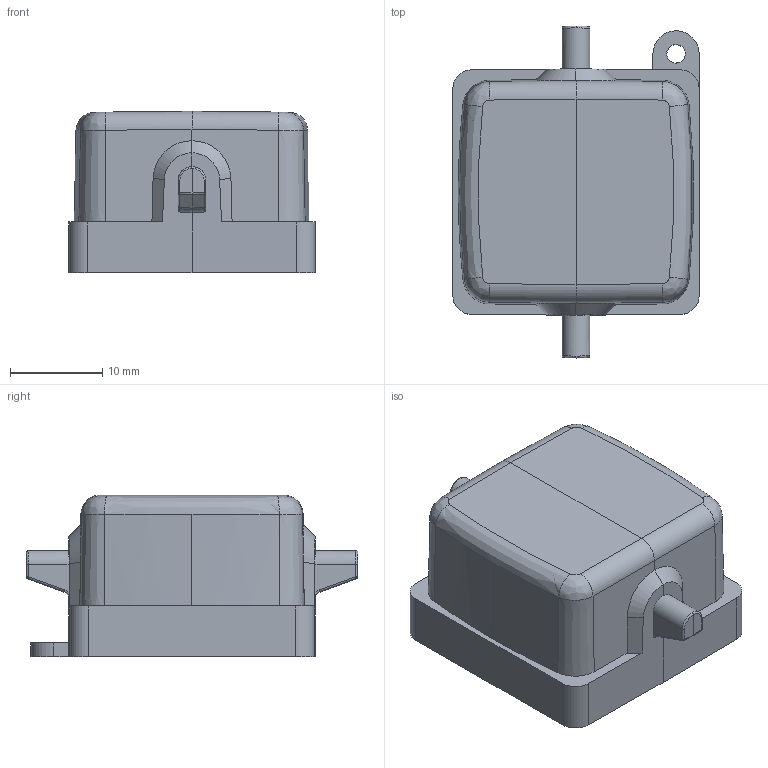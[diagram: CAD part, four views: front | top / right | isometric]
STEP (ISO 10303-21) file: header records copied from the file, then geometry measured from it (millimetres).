
FILE_DESCRIPTION (( 'STEP AP214' ), '1' );
FILE_NAME ('H80030A0006H50.STEP', '2016-07-12T13:16:59', ( '' ), ( '' ), 'SwSTEP 2.0', 'SolidWorks 2015', '' );
FILE_SCHEMA (( 'AUTOMOTIVE_DESIGN' ));
Length unit declared in the file: millimetre
Products named in the file (1): H80030A0006H50
Bounding box: 26.7 x 36 x 17.5 mm (x, y, z)
Volume: 3990.6 mm3; surface area: 5051.4 mm2
Topology: 2 solids, 2 shells, 136 faces, 338 edges, 208 vertices
Faces by surface type: plane 53, cylinder 39, bspline 26, cone 18
Entity records: 6996 total; most frequent: CARTESIAN_POINT 2453, ORIENTED_EDGE 676, DIRECTION 542, EDGE_CURVE 338, VERTEX_POINT 208, LINE 182, VECTOR 182, AXIS2_PLACEMENT_3D 180
